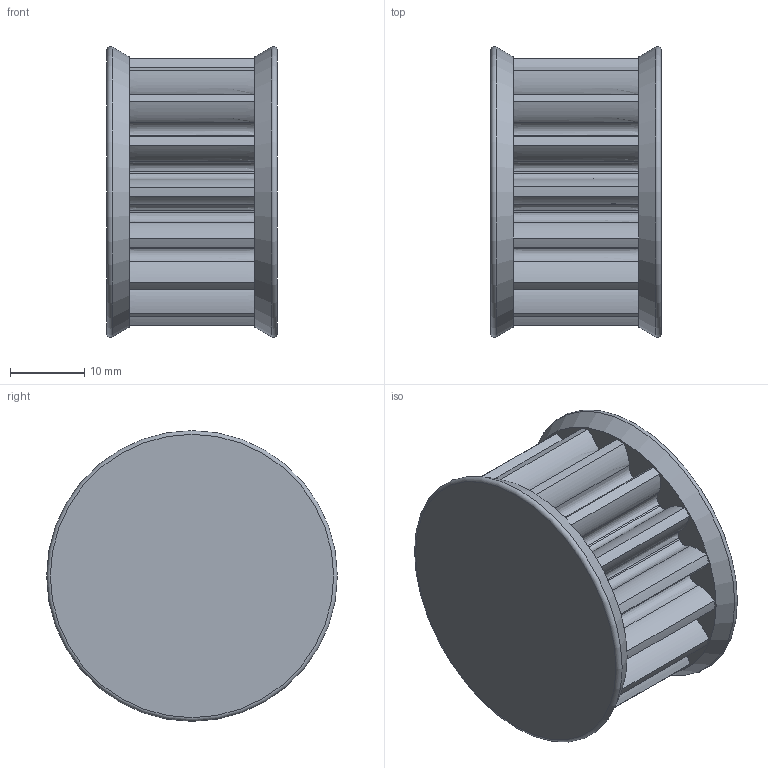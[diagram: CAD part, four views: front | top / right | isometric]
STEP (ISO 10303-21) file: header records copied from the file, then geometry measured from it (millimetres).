
FILE_DESCRIPTION(('STEP AP242'), '1');
FILE_NAME('øåñòåðíÿ', '', ('UNSPECIFIED'), ('UNSPECIFIED'), 'C3D Converter', 'C3D Toolkit', '');
FILE_SCHEMA(('AP242_MANAGED_MODEL_BASED_3D_ENGINEERING_MIM_LF { 1 0 10303 442 1 1 4 }'));
Length unit declared in the file: millimetre
Bounding box: 23 x 39.27 x 39.27 mm (x, y, z)
Volume: 20251.2 mm3; surface area: 7018.5 mm2
Topology: 1 solids, 1 shells, 104 faces, 298 edges, 198 vertices
Faces by surface type: extrusion 64, cylinder 32, plane 4, cone 2, torus 2
Entity records: 8842 total; most frequent: CARTESIAN_POINT 6178, ORIENTED_EDGE 588, DIRECTION 392, EDGE_CURVE 294, VERTEX_POINT 198, B_SPLINE_CURVE_WITH_KNOTS 192, VECTOR 160, AXIS2_PLACEMENT_3D 116
